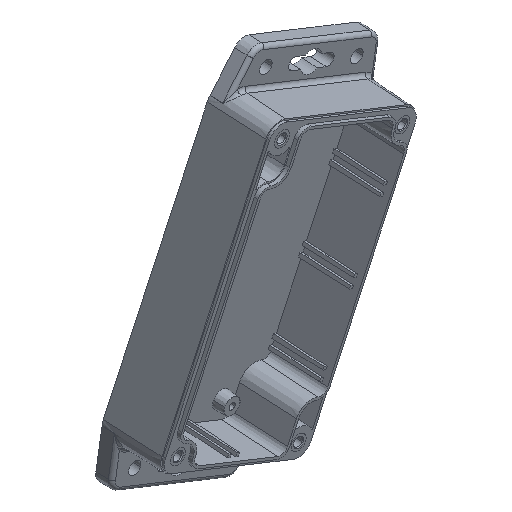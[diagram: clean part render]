
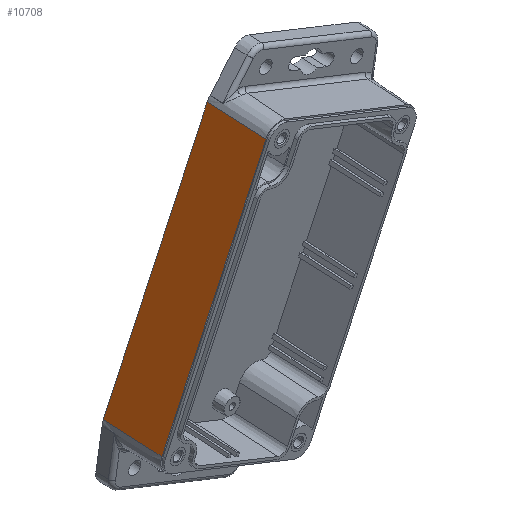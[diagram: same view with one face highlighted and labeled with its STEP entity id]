
A CAD part, isometric view. The second image highlights one B-rep face of the part: STEP entity #10708.
In plain terms, the highlighted face is planar.
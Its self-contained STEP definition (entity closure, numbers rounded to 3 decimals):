
#401 = CARTESIAN_POINT ( 'NONE',  ( -70313.507, -27940.695, -1190.246 ) ) ;
#1370 = VERTEX_POINT ( 'NONE', #4213 ) ;
#1389 = VERTEX_POINT ( 'NONE', #15191 ) ;
#2029 = VECTOR ( 'NONE', #9296, 1000. ) ;
#2265 = FACE_OUTER_BOUND ( 'NONE', #9821, .T. ) ;
#2574 = ORIENTED_EDGE ( 'NONE', *, *, #10595, .T. ) ;
#3628 = VECTOR ( 'NONE', #4212, 1000. ) ;
#3854 = LINE ( 'NONE', #8831, #7755 ) ;
#4212 = DIRECTION ( 'NONE',  ( 0.017, 0., -1. ) ) ;
#4213 = CARTESIAN_POINT ( 'NONE',  ( -70313.088, -27940.695, -1214.246 ) ) ;
#4565 = DIRECTION ( 'NONE',  ( 0.017, 0., -1. ) ) ;
#4679 = VECTOR ( 'NONE', #4565, 1000. ) ;
#4805 = ORIENTED_EDGE ( 'NONE', *, *, #7850, .T. ) ;
#5138 = AXIS2_PLACEMENT_3D ( 'NONE', #13323, #15721, #5712 ) ;
#5277 = LINE ( 'NONE', #15107, #3628 ) ;
#5552 = CARTESIAN_POINT ( 'NONE',  ( -70313.507, -27837.761, -1190.246 ) ) ;
#5712 = DIRECTION ( 'NONE',  ( 0., -1., 0. ) ) ;
#7653 = VERTEX_POINT ( 'NONE', #9592 ) ;
#7755 = VECTOR ( 'NONE', #12352, 1000. ) ;
#7850 = EDGE_CURVE ( 'NONE', #9647, #1370, #5277, .T. ) ;
#8478 = LINE ( 'NONE', #13476, #4679 ) ;
#8493 = EDGE_CURVE ( 'NONE', #7653, #1389, #8478, .T. ) ;
#8831 = CARTESIAN_POINT ( 'NONE',  ( -70313.088, -27889.195, -1214.246 ) ) ;
#9296 = DIRECTION ( 'NONE',  ( 0., -1., 0. ) ) ;
#9592 = CARTESIAN_POINT ( 'NONE',  ( -70313.507, -27837.695, -1190.246 ) ) ;
#9647 = VERTEX_POINT ( 'NONE', #401 ) ;
#9821 = EDGE_LOOP ( 'NONE', ( #11696, #4805, #2574, #11156 ) ) ;
#10595 = EDGE_CURVE ( 'NONE', #1370, #1389, #3854, .T. ) ;
#10695 = PLANE ( 'NONE',  #5138 ) ;
#10708 = ADVANCED_FACE ( 'NONE', ( #2265 ), #10695, .T. ) ;
#11156 = ORIENTED_EDGE ( 'NONE', *, *, #8493, .F. ) ;
#11676 = LINE ( 'NONE', #5552, #2029 ) ;
#11696 = ORIENTED_EDGE ( 'NONE', *, *, #15966, .T. ) ;
#12352 = DIRECTION ( 'NONE',  ( 0., 1., 0. ) ) ;
#13323 = CARTESIAN_POINT ( 'NONE',  ( -70313.088, -27837.761, -1214.246 ) ) ;
#13476 = CARTESIAN_POINT ( 'NONE',  ( -61624.206, -27837.695, -499000. ) ) ;
#15107 = CARTESIAN_POINT ( 'NONE',  ( -70313.088, -27940.695, -1214.246 ) ) ;
#15191 = CARTESIAN_POINT ( 'NONE',  ( -70313.088, -27837.695, -1214.246 ) ) ;
#15721 = DIRECTION ( 'NONE',  ( 1., 0., 0.017 ) ) ;
#15966 = EDGE_CURVE ( 'NONE', #7653, #9647, #11676, .T. ) ;
